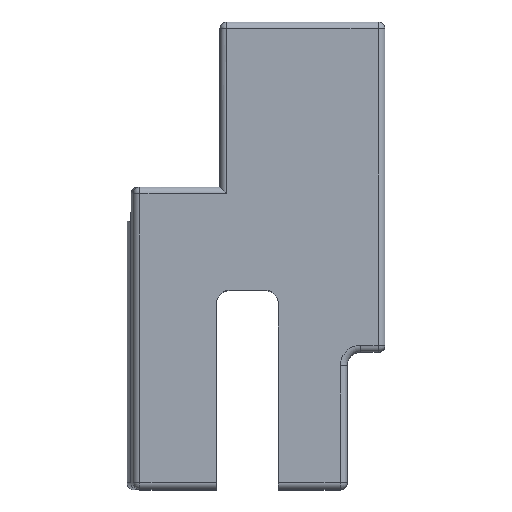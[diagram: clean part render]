
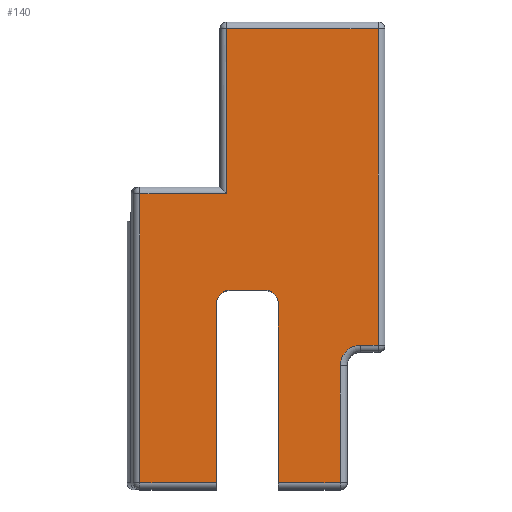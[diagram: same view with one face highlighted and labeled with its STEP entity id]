
A CAD part, top view. The second image highlights one B-rep face of the part: STEP entity #140.
In plain terms, the highlighted planar face has unit normal (0, 0, 1).
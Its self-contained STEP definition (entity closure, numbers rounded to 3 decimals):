
#140 = ADVANCED_FACE( '', ( #321 ), #322, .F. );
#321 = FACE_OUTER_BOUND( '', #541, .T. );
#322 = PLANE( '', #542 );
#541 = EDGE_LOOP( '', ( #1106, #1107, #1108, #1109, #1110, #1111, #1112, #1113, #1114, #1115, #1116, #1117, #1118, #1119, #1120 ) );
#542 = AXIS2_PLACEMENT_3D( '', #1121, #1122, #1123 );
#1106 = ORIENTED_EDGE( '', *, *, #1531, .F. );
#1107 = ORIENTED_EDGE( '', *, *, #1572, .T. );
#1108 = ORIENTED_EDGE( '', *, *, #1573, .T. );
#1109 = ORIENTED_EDGE( '', *, *, #1574, .T. );
#1110 = ORIENTED_EDGE( '', *, *, #1575, .T. );
#1111 = ORIENTED_EDGE( '', *, *, #1576, .F. );
#1112 = ORIENTED_EDGE( '', *, *, #1540, .F. );
#1113 = ORIENTED_EDGE( '', *, *, #1535, .F. );
#1114 = ORIENTED_EDGE( '', *, *, #1538, .T. );
#1115 = ORIENTED_EDGE( '', *, *, #1534, .F. );
#1116 = ORIENTED_EDGE( '', *, *, #1567, .F. );
#1117 = ORIENTED_EDGE( '', *, *, #1561, .T. );
#1118 = ORIENTED_EDGE( '', *, *, #1558, .F. );
#1119 = ORIENTED_EDGE( '', *, *, #1555, .T. );
#1120 = ORIENTED_EDGE( '', *, *, #1550, .F. );
#1121 = CARTESIAN_POINT( '', ( -18.224, -14.03, 38. ) );
#1122 = DIRECTION( '', ( 0., 0., -1. ) );
#1123 = DIRECTION( '', ( 0., -1., 0. ) );
#1531 = EDGE_CURVE( '', #1862, #1864, #1865, .T. );
#1534 = EDGE_CURVE( '', #1867, #1754, #1869, .T. );
#1535 = EDGE_CURVE( '', #1826, #1870, #1871, .T. );
#1538 = EDGE_CURVE( '', #1826, #1754, #1875, .T. );
#1540 = EDGE_CURVE( '', #1870, #1877, #1878, .T. );
#1550 = EDGE_CURVE( '', #1864, #1893, #1894, .T. );
#1555 = EDGE_CURVE( '', #1901, #1893, #1902, .T. );
#1558 = EDGE_CURVE( '', #1901, #1906, #1907, .T. );
#1561 = EDGE_CURVE( '', #1911, #1906, #1912, .T. );
#1567 = EDGE_CURVE( '', #1911, #1867, #1920, .T. );
#1572 = EDGE_CURVE( '', #1862, #1925, #1926, .T. );
#1573 = EDGE_CURVE( '', #1925, #1927, #1928, .T. );
#1574 = EDGE_CURVE( '', #1927, #1929, #1930, .T. );
#1575 = EDGE_CURVE( '', #1929, #1931, #1932, .F. );
#1576 = EDGE_CURVE( '', #1877, #1931, #1933, .T. );
#1754 = VERTEX_POINT( '', #2181 );
#1826 = VERTEX_POINT( '', #2274 );
#1862 = VERTEX_POINT( '', #2323 );
#1864 = VERTEX_POINT( '', #2325 );
#1865 = LINE( '', #2326, #2327 );
#1867 = VERTEX_POINT( '', #2329 );
#1869 = LINE( '', #2331, #2332 );
#1870 = VERTEX_POINT( '', #2333 );
#1871 = LINE( '', #2334, #2335 );
#1875 = LINE( '', #2340, #2341 );
#1877 = VERTEX_POINT( '', #2344 );
#1878 = LINE( '', #2345, #2346 );
#1893 = VERTEX_POINT( '', #2366 );
#1894 = LINE( '', #2367, #2368 );
#1901 = VERTEX_POINT( '', #2377 );
#1902 = CIRCLE( '', #2378, 2. );
#1906 = VERTEX_POINT( '', #2384 );
#1907 = LINE( '', #2385, #2386 );
#1911 = VERTEX_POINT( '', #2391 );
#1912 = CIRCLE( '', #2392, 2. );
#1920 = LINE( '', #2404, #2405 );
#1925 = VERTEX_POINT( '', #2413 );
#1926 = LINE( '', #2414, #2415 );
#1927 = VERTEX_POINT( '', #2416 );
#1928 = CIRCLE( '', #2417, 3. );
#1929 = VERTEX_POINT( '', #2418 );
#1930 = LINE( '', #2419, #2420 );
#1931 = VERTEX_POINT( '', #2421 );
#1932 = LINE( '', #2422, #2423 );
#1933 = LINE( '', #2424, #2425 );
#2181 = CARTESIAN_POINT( '', ( -35.633, -43., 38. ) );
#2274 = CARTESIAN_POINT( '', ( -35.633, -1., 38. ) );
#2323 = CARTESIAN_POINT( '', ( -6.5, -43., 38. ) );
#2325 = CARTESIAN_POINT( '', ( -15.5, -43., 38. ) );
#2326 = CARTESIAN_POINT( '', ( -5.5, -43., 38. ) );
#2327 = VECTOR( '', #2771, 1000. );
#2329 = CARTESIAN_POINT( '', ( -24.5, -43., 38. ) );
#2331 = CARTESIAN_POINT( '', ( -24.5, -43., 38. ) );
#2332 = VECTOR( '', #2778, 1000. );
#2333 = CARTESIAN_POINT( '', ( -23., -1., 38. ) );
#2334 = CARTESIAN_POINT( '', ( -24., -1., 38. ) );
#2335 = VECTOR( '', #2779, 1000. );
#2340 = CARTESIAN_POINT( '', ( -35.633, 0., 38. ) );
#2341 = VECTOR( '', #2784, 1000. );
#2344 = CARTESIAN_POINT( '', ( -23., 23., 38. ) );
#2345 = CARTESIAN_POINT( '', ( -23., 0., 38. ) );
#2346 = VECTOR( '', #2786, 1000. );
#2366 = CARTESIAN_POINT( '', ( -15.5, -17., 38. ) );
#2367 = CARTESIAN_POINT( '', ( -15.5, -44., 38. ) );
#2368 = VECTOR( '', #2804, 1000. );
#2377 = CARTESIAN_POINT( '', ( -17.5, -15., 38. ) );
#2378 = AXIS2_PLACEMENT_3D( '', #2813, #2814, #2815 );
#2384 = CARTESIAN_POINT( '', ( -22.5, -15., 38. ) );
#2385 = CARTESIAN_POINT( '', ( -15.5, -15., 38. ) );
#2386 = VECTOR( '', #2818, 1000. );
#2391 = CARTESIAN_POINT( '', ( -24.5, -17., 38. ) );
#2392 = AXIS2_PLACEMENT_3D( '', #2823, #2824, #2825 );
#2404 = CARTESIAN_POINT( '', ( -24.5, -15., 38. ) );
#2405 = VECTOR( '', #2833, 1000. );
#2413 = CARTESIAN_POINT( '', ( -6.5, -26., 38. ) );
#2414 = CARTESIAN_POINT( '', ( -6.5, -14.03, 38. ) );
#2415 = VECTOR( '', #2840, 1000. );
#2416 = CARTESIAN_POINT( '', ( -3.5, -23., 38. ) );
#2417 = AXIS2_PLACEMENT_3D( '', #2841, #2842, #2843 );
#2418 = CARTESIAN_POINT( '', ( -1., -23., 38. ) );
#2419 = CARTESIAN_POINT( '', ( -18.224, -23., 38. ) );
#2420 = VECTOR( '', #2844, 1000. );
#2421 = CARTESIAN_POINT( '', ( -1., 23., 38. ) );
#2422 = CARTESIAN_POINT( '', ( -1., 23., 38. ) );
#2423 = VECTOR( '', #2845, 1000. );
#2424 = CARTESIAN_POINT( '', ( -23., 23., 38. ) );
#2425 = VECTOR( '', #2846, 1000. );
#2771 = DIRECTION( '', ( -1., 0., 0. ) );
#2778 = DIRECTION( '', ( -1., 0., 0. ) );
#2779 = DIRECTION( '', ( 1., 0., 0. ) );
#2784 = DIRECTION( '', ( 0., -1., 0. ) );
#2786 = DIRECTION( '', ( 0., 1., 0. ) );
#2804 = DIRECTION( '', ( 0., 1., 0. ) );
#2813 = CARTESIAN_POINT( '', ( -17.5, -17., 38. ) );
#2814 = DIRECTION( '', ( 0., 0., -1. ) );
#2815 = DIRECTION( '', ( 0., -1., 0. ) );
#2818 = DIRECTION( '', ( -1., 0., 0. ) );
#2823 = CARTESIAN_POINT( '', ( -22.5, -17., 38. ) );
#2824 = DIRECTION( '', ( 0., 0., -1. ) );
#2825 = DIRECTION( '', ( 0., -1., 0. ) );
#2833 = DIRECTION( '', ( 0., -1., 0. ) );
#2840 = DIRECTION( '', ( 0., 1., 0. ) );
#2841 = CARTESIAN_POINT( '', ( -3.5, -26., 38. ) );
#2842 = DIRECTION( '', ( 0., 0., -1. ) );
#2843 = DIRECTION( '', ( -1., 0., 0. ) );
#2844 = DIRECTION( '', ( 1., 0., 0. ) );
#2845 = DIRECTION( '', ( 0., -1., 0. ) );
#2846 = DIRECTION( '', ( 1., 0., 0. ) );
